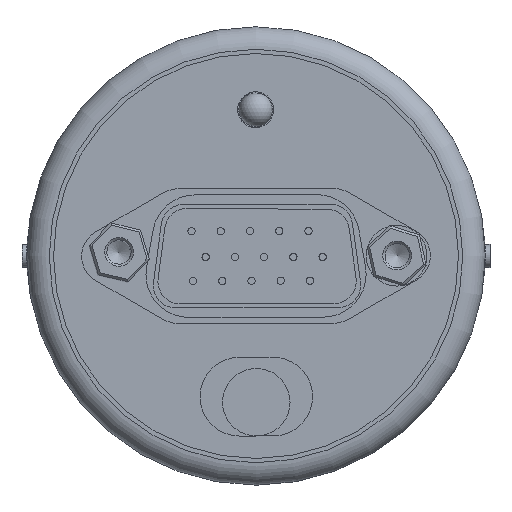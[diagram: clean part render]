
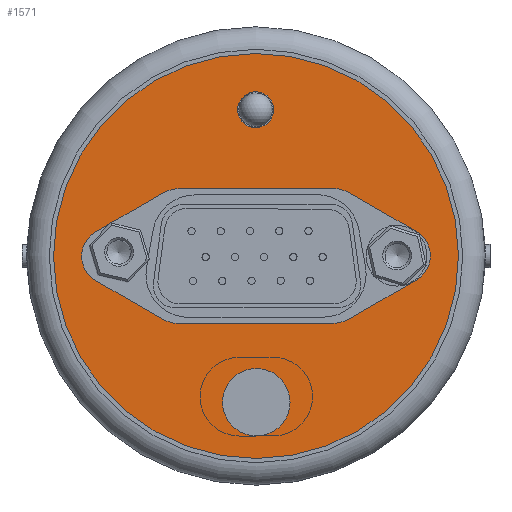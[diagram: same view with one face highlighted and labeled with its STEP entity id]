
A CAD part, left-side view. The second image highlights one B-rep face of the part: STEP entity #1571.
In plain terms, the highlighted face is planar.
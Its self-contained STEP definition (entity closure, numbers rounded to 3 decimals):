
#1082=CARTESIAN_POINT('',(3.,13.,0.1));
#1083=VERTEX_POINT('',#1082);
#1084=CARTESIAN_POINT('',(0.,13.,0.1));
#1085=DIRECTION('',(0.0,0.0,-1.0));
#1086=DIRECTION('',(-1.0,0.0,0.0));
#1087=AXIS2_PLACEMENT_3D('',#1084,#1085,#1086);
#1088=CIRCLE('',#1087,3.0);
#1089=EDGE_CURVE('',#1083,#1083,#1088,.T.);
#1108=CARTESIAN_POINT('',(-6.804,-6.,0.1));
#1109=VERTEX_POINT('',#1108);
#1110=CARTESIAN_POINT('',(-8.304,-5.598,0.1));
#1111=VERTEX_POINT('',#1110);
#1112=CARTESIAN_POINT('',(-6.804,-3.,0.1));
#1113=DIRECTION('',(0.0,0.0,-1.0));
#1114=DIRECTION('',(0.5,0.866,0.0));
#1115=AXIS2_PLACEMENT_3D('',#1112,#1113,#1114);
#1116=CIRCLE('',#1115,3.);
#1117=EDGE_CURVE('',#1109,#1111,#1116,.T.);
#1150=CARTESIAN_POINT('',(-14.25,-2.165,0.1));
#1151=VERTEX_POINT('',#1150);
#1152=CARTESIAN_POINT('',(-8.304,-5.598,0.1));
#1153=DIRECTION('',(-0.866,0.5,0.0));
#1154=VECTOR('',#1153,6.866);
#1155=LINE('',#1152,#1154);
#1156=EDGE_CURVE('',#1111,#1151,#1155,.T.);
#1181=CARTESIAN_POINT('',(-14.25,2.165,0.1));
#1182=VERTEX_POINT('',#1181);
#1183=CARTESIAN_POINT('',(-13.,0.0,0.1));
#1184=DIRECTION('',(0.0,0.0,-1.0));
#1185=DIRECTION('',(0.5,-0.866,0.0));
#1186=AXIS2_PLACEMENT_3D('',#1183,#1184,#1185);
#1187=CIRCLE('',#1186,2.5);
#1188=EDGE_CURVE('',#1151,#1182,#1187,.T.);
#1214=CARTESIAN_POINT('',(-8.304,5.598,0.1));
#1215=VERTEX_POINT('',#1214);
#1216=CARTESIAN_POINT('',(-14.25,2.165,0.1));
#1217=DIRECTION('',(0.866,0.5,0.0));
#1218=VECTOR('',#1217,6.866);
#1219=LINE('',#1216,#1218);
#1220=EDGE_CURVE('',#1182,#1215,#1219,.T.);
#1245=CARTESIAN_POINT('',(-6.804,6.,0.1));
#1246=VERTEX_POINT('',#1245);
#1247=CARTESIAN_POINT('',(-6.804,3.,0.1));
#1248=DIRECTION('',(0.0,0.0,-1.0));
#1249=DIRECTION('',(0.0,-1.0,0.0));
#1250=AXIS2_PLACEMENT_3D('',#1247,#1248,#1249);
#1251=CIRCLE('',#1250,3.);
#1252=EDGE_CURVE('',#1215,#1246,#1251,.T.);
#1278=CARTESIAN_POINT('',(6.804,6.,0.1));
#1279=VERTEX_POINT('',#1278);
#1280=CARTESIAN_POINT('',(-6.804,6.,0.1));
#1281=DIRECTION('',(1.0,0.0,0.0));
#1282=VECTOR('',#1281,13.608);
#1283=LINE('',#1280,#1282);
#1284=EDGE_CURVE('',#1246,#1279,#1283,.T.);
#1309=CARTESIAN_POINT('',(8.304,5.598,0.1));
#1310=VERTEX_POINT('',#1309);
#1311=CARTESIAN_POINT('',(6.804,3.,0.1));
#1312=DIRECTION('',(0.0,0.0,-1.0));
#1313=DIRECTION('',(-0.5,-0.866,0.0));
#1314=AXIS2_PLACEMENT_3D('',#1311,#1312,#1313);
#1315=CIRCLE('',#1314,3.);
#1316=EDGE_CURVE('',#1279,#1310,#1315,.T.);
#1342=CARTESIAN_POINT('',(14.25,2.165,0.1));
#1343=VERTEX_POINT('',#1342);
#1344=CARTESIAN_POINT('',(8.304,5.598,0.1));
#1345=DIRECTION('',(0.866,-0.5,0.0));
#1346=VECTOR('',#1345,6.866);
#1347=LINE('',#1344,#1346);
#1348=EDGE_CURVE('',#1310,#1343,#1347,.T.);
#1373=CARTESIAN_POINT('',(14.25,-2.165,0.1));
#1374=VERTEX_POINT('',#1373);
#1375=CARTESIAN_POINT('',(13.,0.,0.1));
#1376=DIRECTION('',(0.0,0.0,-1.0));
#1377=DIRECTION('',(-0.5,0.866,0.0));
#1378=AXIS2_PLACEMENT_3D('',#1375,#1376,#1377);
#1379=CIRCLE('',#1378,2.5);
#1380=EDGE_CURVE('',#1343,#1374,#1379,.T.);
#1406=CARTESIAN_POINT('',(8.304,-5.598,0.1));
#1407=VERTEX_POINT('',#1406);
#1408=CARTESIAN_POINT('',(14.25,-2.165,0.1));
#1409=DIRECTION('',(-0.866,-0.5,0.0));
#1410=VECTOR('',#1409,6.866);
#1411=LINE('',#1408,#1410);
#1412=EDGE_CURVE('',#1374,#1407,#1411,.T.);
#1437=CARTESIAN_POINT('',(6.804,-6.,0.1));
#1438=VERTEX_POINT('',#1437);
#1439=CARTESIAN_POINT('',(6.804,-3.,0.1));
#1440=DIRECTION('',(0.0,0.0,-1.0));
#1441=DIRECTION('',(0.0,1.0,0.0));
#1442=AXIS2_PLACEMENT_3D('',#1439,#1440,#1441);
#1443=CIRCLE('',#1442,3.);
#1444=EDGE_CURVE('',#1407,#1438,#1443,.T.);
#1470=CARTESIAN_POINT('',(6.804,-6.,0.1));
#1471=DIRECTION('',(-1.0,0.0,0.0));
#1472=VECTOR('',#1471,13.608);
#1473=LINE('',#1470,#1472);
#1474=EDGE_CURVE('',#1438,#1109,#1473,.T.);
#1492=CARTESIAN_POINT('',(1.6,-13.0,0.1));
#1493=VERTEX_POINT('',#1492);
#1494=CARTESIAN_POINT('',(0.,-13.0,0.1));
#1495=DIRECTION('',(0.0,0.0,-1.0));
#1496=DIRECTION('',(-1.0,0.0,0.0));
#1497=AXIS2_PLACEMENT_3D('',#1494,#1495,#1496);
#1498=CIRCLE('',#1497,1.6);
#1499=EDGE_CURVE('',#1493,#1493,#1498,.T.);
#1520=CARTESIAN_POINT('',(18.0,0.,0.1));
#1521=VERTEX_POINT('',#1520);
#1522=CARTESIAN_POINT('',(0.,0.,0.1));
#1523=DIRECTION('',(0.0,0.0,-1.0));
#1524=DIRECTION('',(-1.0,0.0,0.0));
#1525=AXIS2_PLACEMENT_3D('',#1522,#1523,#1524);
#1526=CIRCLE('',#1525,18.0);
#1527=EDGE_CURVE('',#1521,#1521,#1526,.T.);
#1543=CARTESIAN_POINT('',(0.,0.,0.1));
#1544=DIRECTION('',(0.0,0.0,-1.0));
#1545=DIRECTION('',(-1.0,0.0,0.0));
#1546=AXIS2_PLACEMENT_3D('',#1543,#1544,#1545);
#1547=PLANE('',#1546);
#1548=ORIENTED_EDGE('',*,*,#1527,.F.);
#1549=EDGE_LOOP('',(#1548));
#1550=FACE_OUTER_BOUND('',#1549,.T.);
#1551=ORIENTED_EDGE('',*,*,#1089,.T.);
#1552=EDGE_LOOP('',(#1551));
#1553=FACE_BOUND('',#1552,.T.);
#1554=ORIENTED_EDGE('',*,*,#1117,.T.);
#1555=ORIENTED_EDGE('',*,*,#1156,.T.);
#1556=ORIENTED_EDGE('',*,*,#1188,.T.);
#1557=ORIENTED_EDGE('',*,*,#1220,.T.);
#1558=ORIENTED_EDGE('',*,*,#1252,.T.);
#1559=ORIENTED_EDGE('',*,*,#1284,.T.);
#1560=ORIENTED_EDGE('',*,*,#1316,.T.);
#1561=ORIENTED_EDGE('',*,*,#1348,.T.);
#1562=ORIENTED_EDGE('',*,*,#1380,.T.);
#1563=ORIENTED_EDGE('',*,*,#1412,.T.);
#1564=ORIENTED_EDGE('',*,*,#1444,.T.);
#1565=ORIENTED_EDGE('',*,*,#1474,.T.);
#1566=EDGE_LOOP('',(#1554,#1555,#1556,#1557,#1558,#1559,#1560,#1561,#1562,#1563,#1564,#1565));
#1567=FACE_BOUND('',#1566,.T.);
#1568=ORIENTED_EDGE('',*,*,#1499,.T.);
#1569=EDGE_LOOP('',(#1568));
#1570=FACE_BOUND('',#1569,.T.);
#1571=ADVANCED_FACE('',(#1550,#1553,#1567,#1570),#1547,.F.);
